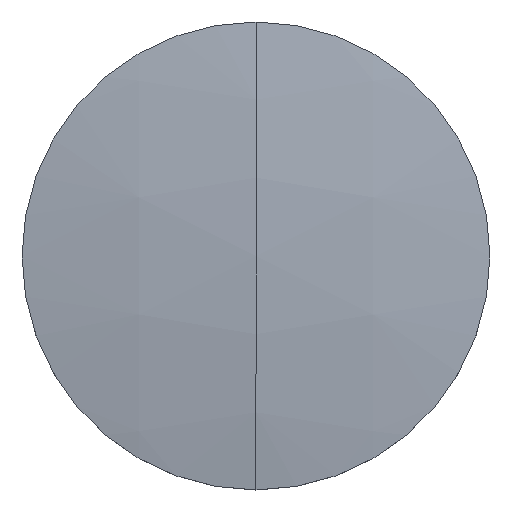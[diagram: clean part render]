
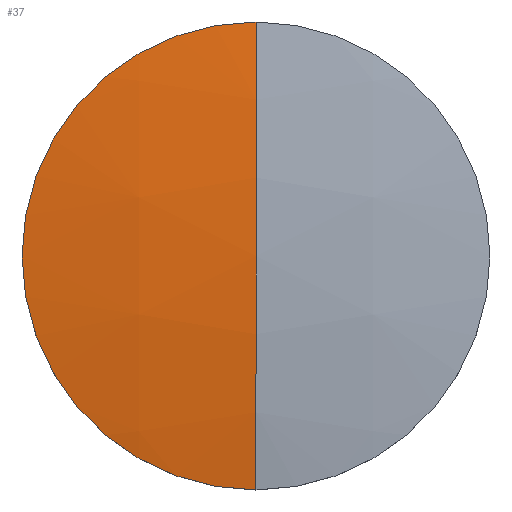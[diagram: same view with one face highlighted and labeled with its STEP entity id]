
A CAD part, top view. The second image highlights one B-rep face of the part: STEP entity #37.
In plain terms, the highlighted spherical face has radius 83.36 mm.
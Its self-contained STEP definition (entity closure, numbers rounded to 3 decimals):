
#9 = VERTEX_POINT ( 'NONE', #84 ) ;
#21 = ORIENTED_EDGE ( 'NONE', *, *, #58, .F. ) ;
#33 = ORIENTED_EDGE ( 'NONE', *, *, #57, .T. ) ;
#37 = ADVANCED_FACE ( 'NONE', ( #198 ), #155, .T. ) ;
#38 = VERTEX_POINT ( 'NONE', #154 ) ;
#43 = ORIENTED_EDGE ( 'NONE', *, *, #44, .T. ) ;
#44 = EDGE_CURVE ( 'NONE', #9, #38, #128, .T. ) ;
#46 = VERTEX_POINT ( 'NONE', #123 ) ;
#49 = ORIENTED_EDGE ( 'NONE', *, *, #61, .T. ) ;
#53 = EDGE_LOOP ( 'NONE', ( #33, #43, #49, #21 ) ) ;
#56 = VERTEX_POINT ( 'NONE', #120 ) ;
#57 = EDGE_CURVE ( 'NONE', #46, #9, #119, .T. ) ;
#58 = EDGE_CURVE ( 'NONE', #46, #56, #192, .T. ) ;
#61 = EDGE_CURVE ( 'NONE', #38, #56, #186, .T. ) ;
#84 = CARTESIAN_POINT ( 'NONE',  ( -12.7, 0., 0.514 ) ) ;
#115 = DIRECTION ( 'NONE',  ( 1., 0., 0. ) ) ;
#116 = DIRECTION ( 'NONE',  ( 0., 0., 1. ) ) ;
#117 = CARTESIAN_POINT ( 'NONE',  ( 0., 0., 0.514 ) ) ;
#118 = AXIS2_PLACEMENT_3D ( 'NONE', #117, #116, #115 ) ;
#119 = CIRCLE ( 'NONE', #118, 12.7 ) ;
#120 = CARTESIAN_POINT ( 'NONE',  ( 0., 0., 1.488 ) ) ;
#123 = CARTESIAN_POINT ( 'NONE',  ( 0., 12.7, 0.514 ) ) ;
#124 = DIRECTION ( 'NONE',  ( 1., 0., 0. ) ) ;
#125 = DIRECTION ( 'NONE',  ( 0., 0., 1. ) ) ;
#126 = CARTESIAN_POINT ( 'NONE',  ( 0., 0., 0.514 ) ) ;
#127 = AXIS2_PLACEMENT_3D ( 'NONE', #126, #125, #124 ) ;
#128 = CIRCLE ( 'NONE', #127, 12.7 ) ;
#150 = DIRECTION ( 'NONE',  ( 0., 1., 0. ) ) ;
#151 = DIRECTION ( 'NONE',  ( -1., 0., 0. ) ) ;
#152 = CARTESIAN_POINT ( 'NONE',  ( 0., 0., -81.872 ) ) ;
#153 = AXIS2_PLACEMENT_3D ( 'NONE', #152, #151, #150 ) ;
#154 = CARTESIAN_POINT ( 'NONE',  ( 0., -12.7, 0.514 ) ) ;
#155 = SPHERICAL_SURFACE ( 'NONE', #153, 83.36 ) ;
#183 = DIRECTION ( 'NONE',  ( 0., -1., 0. ) ) ;
#184 = DIRECTION ( 'NONE',  ( -1., 0., 0. ) ) ;
#185 = AXIS2_PLACEMENT_3D ( 'NONE', #193, #184, #183 ) ;
#186 = CIRCLE ( 'NONE', #185, 83.36 ) ;
#188 = DIRECTION ( 'NONE',  ( 0., 0., -1. ) ) ;
#189 = DIRECTION ( 'NONE',  ( 1., 0., 0. ) ) ;
#190 = CARTESIAN_POINT ( 'NONE',  ( 0., 0., -81.872 ) ) ;
#191 = AXIS2_PLACEMENT_3D ( 'NONE', #190, #189, #188 ) ;
#192 = CIRCLE ( 'NONE', #191, 83.36 ) ;
#193 = CARTESIAN_POINT ( 'NONE',  ( 0., 0., -81.872 ) ) ;
#198 = FACE_OUTER_BOUND ( 'NONE', #53, .T. ) ;
